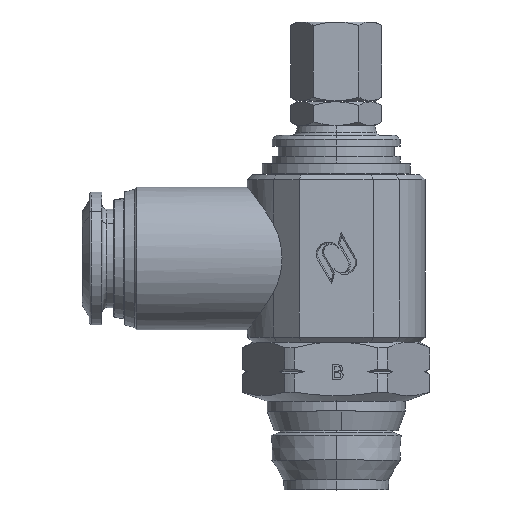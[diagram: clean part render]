
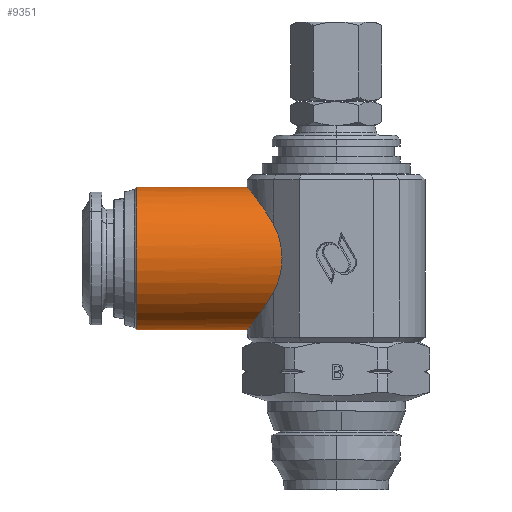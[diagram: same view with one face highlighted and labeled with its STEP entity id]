
A CAD part, top view. The second image highlights one B-rep face of the part: STEP entity #9351.
In plain terms, the highlighted cylindrical face has radius 7.25 mm (diameter 14.5 mm), a partial arc.
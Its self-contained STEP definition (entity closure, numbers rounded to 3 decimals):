
#1522 = AXIS2_PLACEMENT_3D ( 'NONE', #4101, #4090, #4109 ) ;
#1662 = FACE_OUTER_BOUND ( 'NONE', #10447, .T. ) ;
#1669 = CYLINDRICAL_SURFACE ( 'NONE', #1522, 7.25 ) ;
#2669 = ORIENTED_EDGE ( 'NONE', *, *, #5312, .F. ) ;
#2670 = ORIENTED_EDGE ( 'NONE', *, *, #5270, .T. ) ;
#2671 = ORIENTED_EDGE ( 'NONE', *, *, #5297, .T. ) ;
#2672 = ORIENTED_EDGE ( 'NONE', *, *, #5271, .F. ) ;
#2673 = ORIENTED_EDGE ( 'NONE', *, *, #5272, .T. ) ;
#2674 = ORIENTED_EDGE ( 'NONE', *, *, #5273, .F. ) ;
#2959 = VERTEX_POINT ( 'NONE', #7384 ) ;
#2963 = VERTEX_POINT ( 'NONE', #7389 ) ;
#3012 = VERTEX_POINT ( 'NONE', #7437 ) ;
#3032 = VERTEX_POINT ( 'NONE', #7457 ) ;
#3274 = B_SPLINE_CURVE_WITH_KNOTS ( 'NONE', 3,
 ( #6384, #6400, #6406, #6407, #6408, #6409, #6410, #6411, #6412, #6413, #6414, #6415, #6416, #6417, #6418, #6419, #6420, #6421, #6422, #6423 ),
 .UNSPECIFIED., .F., .F.,
 ( 4, 2, 2, 2, 2, 2, 2, 2, 2, 4 ),
 ( 0.024, 0.025, 0.025, 0.026, 0.027, 0.028, 0.029, 0.03, 0.031, 0.032 ),
 .UNSPECIFIED. ) ;
#4090 = DIRECTION ( 'NONE',  ( 1., 0., 0. ) ) ;
#4101 = CARTESIAN_POINT ( 'NONE',  ( 0.022, 23.5, 0. ) ) ;
#4109 = DIRECTION ( 'NONE',  ( 0., -1., 0. ) ) ;
#5270 = EDGE_CURVE ( 'NONE', #2959, #7098, #8128, .T. ) ;
#5271 = EDGE_CURVE ( 'NONE', #3012, #7162, #5379, .T. ) ;
#5272 = EDGE_CURVE ( 'NONE', #3012, #3032, #5378, .T. ) ;
#5273 = EDGE_CURVE ( 'NONE', #2963, #3032, #3274, .T. ) ;
#5297 = EDGE_CURVE ( 'NONE', #7098, #7162, #8166, .T. ) ;
#5312 = EDGE_CURVE ( 'NONE', #2959, #2963, #8183, .T. ) ;
#5378 =( BOUNDED_CURVE ( )  B_SPLINE_CURVE ( 3, ( #6399, #6380, #6401, #6402 ),
 .UNSPECIFIED., .F., .F. ) 
 B_SPLINE_CURVE_WITH_KNOTS ( ( 4, 4 ),
 ( 5.784, 6.783 ),
 .UNSPECIFIED. ) 
 CURVE ( )  GEOMETRIC_REPRESENTATION_ITEM ( )  RATIONAL_B_SPLINE_CURVE ( ( 1., 0.919, 0.919, 1. ) ) 
 REPRESENTATION_ITEM ( '' )  );
#5379 = B_SPLINE_CURVE_WITH_KNOTS ( 'NONE', 3,
 ( #6379, #6378, #6385, #6386, #6387, #6388, #6389, #6390, #6391, #6392, #6393, #6394, #6395, #6396, #6397, #6398 ),
 .UNSPECIFIED., .F., .F.,
 ( 4, 2, 2, 2, 2, 2, 2, 4 ),
 ( 0.04, 0.042, 0.043, 0.044, 0.045, 0.046, 0.047, 0.048 ),
 .UNSPECIFIED. ) ;
#6037 = AXIS2_PLACEMENT_3D ( 'NONE', #6381, #6382, #6383 ) ;
#6378 = CARTESIAN_POINT ( 'NONE',  ( -6.684, 19.481, 6.066 ) ) ;
#6379 = CARTESIAN_POINT ( 'NONE',  ( -6.386, 20.027, 6.364 ) ) ;
#6380 = CARTESIAN_POINT ( 'NONE',  ( -5.178, 22.24, 7.572 ) ) ;
#6381 = CARTESIAN_POINT ( 'NONE',  ( -20.246, 23.5, 0. ) ) ;
#6382 = DIRECTION ( 'NONE',  ( 1., 0., 0. ) ) ;
#6383 = DIRECTION ( 'NONE',  ( 0., -1., 0. ) ) ;
#6384 = CARTESIAN_POINT ( 'NONE',  ( -9.022, 30.75, 0. ) ) ;
#6385 = CARTESIAN_POINT ( 'NONE',  ( -7., 18.987, 5.708 ) ) ;
#6386 = CARTESIAN_POINT ( 'NONE',  ( -7.463, 18.308, 5.07 ) ) ;
#6387 = CARTESIAN_POINT ( 'NONE',  ( -7.614, 18.095, 4.842 ) ) ;
#6388 = CARTESIAN_POINT ( 'NONE',  ( -7.901, 17.699, 4.36 ) ) ;
#6389 = CARTESIAN_POINT ( 'NONE',  ( -8.037, 17.516, 4.105 ) ) ;
#6390 = CARTESIAN_POINT ( 'NONE',  ( -8.291, 17.179, 3.565 ) ) ;
#6391 = CARTESIAN_POINT ( 'NONE',  ( -8.409, 17.026, 3.28 ) ) ;
#6392 = CARTESIAN_POINT ( 'NONE',  ( -8.621, 16.753, 2.675 ) ) ;
#6393 = CARTESIAN_POINT ( 'NONE',  ( -8.713, 16.637, 2.361 ) ) ;
#6394 = CARTESIAN_POINT ( 'NONE',  ( -8.863, 16.448, 1.716 ) ) ;
#6395 = CARTESIAN_POINT ( 'NONE',  ( -8.922, 16.375, 1.383 ) ) ;
#6396 = CARTESIAN_POINT ( 'NONE',  ( -9.002, 16.275, 0.697 ) ) ;
#6397 = CARTESIAN_POINT ( 'NONE',  ( -9.022, 16.25, 0.348 ) ) ;
#6398 = CARTESIAN_POINT ( 'NONE',  ( -9.022, 16.25, 0. ) ) ;
#6399 = CARTESIAN_POINT ( 'NONE',  ( -6.386, 20.027, 6.364 ) ) ;
#6400 = CARTESIAN_POINT ( 'NONE',  ( -9.022, 30.75, 0.171 ) ) ;
#6401 = CARTESIAN_POINT ( 'NONE',  ( -5.178, 24.76, 7.572 ) ) ;
#6402 = CARTESIAN_POINT ( 'NONE',  ( -6.386, 26.973, 6.364 ) ) ;
#6406 = CARTESIAN_POINT ( 'NONE',  ( -9.017, 30.744, 0.343 ) ) ;
#6407 = CARTESIAN_POINT ( 'NONE',  ( -8.997, 30.719, 0.688 ) ) ;
#6408 = CARTESIAN_POINT ( 'NONE',  ( -8.982, 30.701, 0.861 ) ) ;
#6409 = CARTESIAN_POINT ( 'NONE',  ( -8.923, 30.627, 1.372 ) ) ;
#6410 = CARTESIAN_POINT ( 'NONE',  ( -8.866, 30.555, 1.703 ) ) ;
#6411 = CARTESIAN_POINT ( 'NONE',  ( -8.716, 30.367, 2.349 ) ) ;
#6412 = CARTESIAN_POINT ( 'NONE',  ( -8.624, 30.25, 2.666 ) ) ;
#6413 = CARTESIAN_POINT ( 'NONE',  ( -8.414, 29.981, 3.267 ) ) ;
#6414 = CARTESIAN_POINT ( 'NONE',  ( -8.297, 29.828, 3.552 ) ) ;
#6415 = CARTESIAN_POINT ( 'NONE',  ( -8.041, 29.49, 4.097 ) ) ;
#6416 = CARTESIAN_POINT ( 'NONE',  ( -7.902, 29.303, 4.357 ) ) ;
#6417 = CARTESIAN_POINT ( 'NONE',  ( -7.614, 28.905, 4.842 ) ) ;
#6418 = CARTESIAN_POINT ( 'NONE',  ( -7.464, 28.693, 5.069 ) ) ;
#6419 = CARTESIAN_POINT ( 'NONE',  ( -7.157, 28.244, 5.491 ) ) ;
#6420 = CARTESIAN_POINT ( 'NONE',  ( -7., 28.005, 5.689 ) ) ;
#6421 = CARTESIAN_POINT ( 'NONE',  ( -6.688, 27.504, 6.052 ) ) ;
#6422 = CARTESIAN_POINT ( 'NONE',  ( -6.534, 27.244, 6.216 ) ) ;
#6423 = CARTESIAN_POINT ( 'NONE',  ( -6.386, 26.973, 6.364 ) ) ;
#6471 = DIRECTION ( 'NONE',  ( 1., 0., 0. ) ) ;
#6475 = CARTESIAN_POINT ( 'NONE',  ( 0.022, 16.25, 0. ) ) ;
#6537 = CARTESIAN_POINT ( 'NONE',  ( 0.022, 30.75, 0. ) ) ;
#6538 = DIRECTION ( 'NONE',  ( 1., 0., 0. ) ) ;
#7098 = VERTEX_POINT ( 'NONE', #8709 ) ;
#7162 = VERTEX_POINT ( 'NONE', #8756 ) ;
#7384 = CARTESIAN_POINT ( 'NONE',  ( -20.246, 30.75, 0. ) ) ;
#7389 = CARTESIAN_POINT ( 'NONE',  ( -9.022, 30.75, 0. ) ) ;
#7437 = CARTESIAN_POINT ( 'NONE',  ( -6.386, 20.027, 6.364 ) ) ;
#7457 = CARTESIAN_POINT ( 'NONE',  ( -6.386, 26.973, 6.364 ) ) ;
#8128 = CIRCLE ( 'NONE', #6037, 7.25 ) ;
#8166 = LINE ( 'NONE', #6475, #8168 ) ;
#8168 = VECTOR ( 'NONE', #6471, 1000. ) ;
#8183 = LINE ( 'NONE', #6537, #8185 ) ;
#8185 = VECTOR ( 'NONE', #6538, 1000. ) ;
#8709 = CARTESIAN_POINT ( 'NONE',  ( -20.246, 16.25, 0. ) ) ;
#8756 = CARTESIAN_POINT ( 'NONE',  ( -9.022, 16.25, 0. ) ) ;
#9351 = ADVANCED_FACE ( 'NONE', ( #1662 ), #1669, .T. ) ;
#10447 = EDGE_LOOP ( 'NONE', ( #2669, #2670, #2671, #2672, #2673, #2674 ) ) ;
